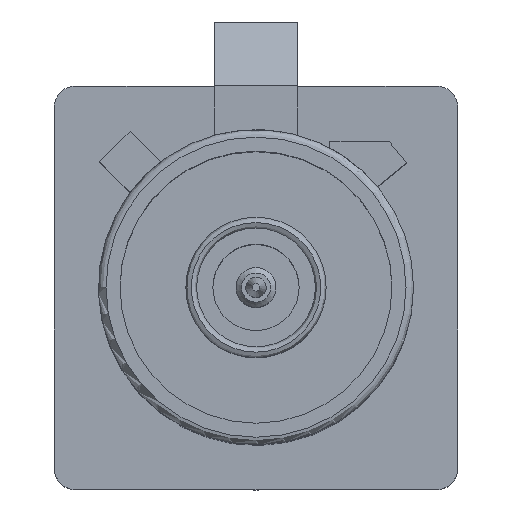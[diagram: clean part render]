
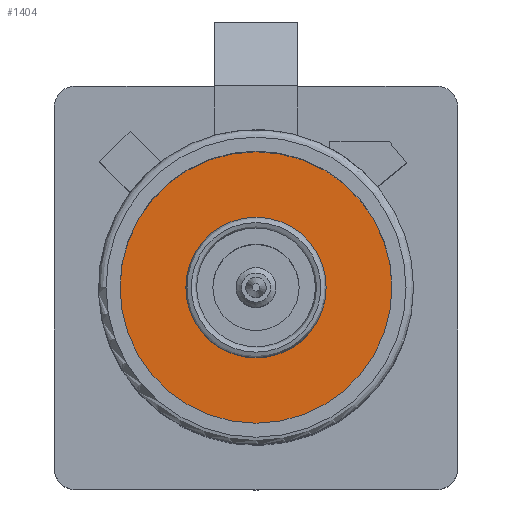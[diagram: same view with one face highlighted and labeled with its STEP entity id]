
A CAD part, top view. The second image highlights one B-rep face of the part: STEP entity #1404.
In plain terms, the highlighted face is planar.
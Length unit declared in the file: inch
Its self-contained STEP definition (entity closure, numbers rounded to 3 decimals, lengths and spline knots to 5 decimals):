
#1404 = ADVANCED_FACE ( 'NONE', ( #9480, #10272 ), #3597, .T. ) ;
#1835 = DIRECTION ( 'NONE',  ( 0., 0., -1. ) ) ;
#1991 = AXIS2_PLACEMENT_3D ( 'NONE', #6490, #4206, #8237 ) ;
#2243 = EDGE_LOOP ( 'NONE', ( #4736 ) ) ;
#2902 = DIRECTION ( 'NONE',  ( 0., 0., -1. ) ) ;
#3054 = AXIS2_PLACEMENT_3D ( 'NONE', #4172, #1835, #8201 ) ;
#3075 = CARTESIAN_POINT ( 'NONE',  ( -0.065, 0., -0.189 ) ) ;
#3504 = EDGE_CURVE ( 'NONE', #7803, #7803, #7082, .T. ) ;
#3597 = PLANE ( 'NONE',  #7602 ) ;
#4172 = CARTESIAN_POINT ( 'NONE',  ( 0., 0., -0.189 ) ) ;
#4206 = DIRECTION ( 'NONE',  ( 0., 0., -1. ) ) ;
#4509 = CARTESIAN_POINT ( 'NONE',  ( -0.126, 0., -0.189 ) ) ;
#4736 = ORIENTED_EDGE ( 'NONE', *, *, #3504, .T. ) ;
#5054 = EDGE_LOOP ( 'NONE', ( #9111 ) ) ;
#6192 = VERTEX_POINT ( 'NONE', #3075 ) ;
#6247 = DIRECTION ( 'NONE',  ( -1., 0., 0. ) ) ;
#6490 = CARTESIAN_POINT ( 'NONE',  ( 0., 0., -0.189 ) ) ;
#7082 = CIRCLE ( 'NONE', #1991, 0.126 ) ;
#7602 = AXIS2_PLACEMENT_3D ( 'NONE', #10210, #2902, #6247 ) ;
#7803 = VERTEX_POINT ( 'NONE', #4509 ) ;
#8201 = DIRECTION ( 'NONE',  ( -1., 0., 0. ) ) ;
#8237 = DIRECTION ( 'NONE',  ( -1., 0., 0. ) ) ;
#9111 = ORIENTED_EDGE ( 'NONE', *, *, #10464, .F. ) ;
#9478 = CIRCLE ( 'NONE', #3054, 0.065 ) ;
#9480 = FACE_OUTER_BOUND ( 'NONE', #2243, .T. ) ;
#10210 = CARTESIAN_POINT ( 'NONE',  ( 0., 0., -0.189 ) ) ;
#10272 = FACE_BOUND ( 'NONE', #5054, .T. ) ;
#10464 = EDGE_CURVE ( 'NONE', #6192, #6192, #9478, .T. ) ;
